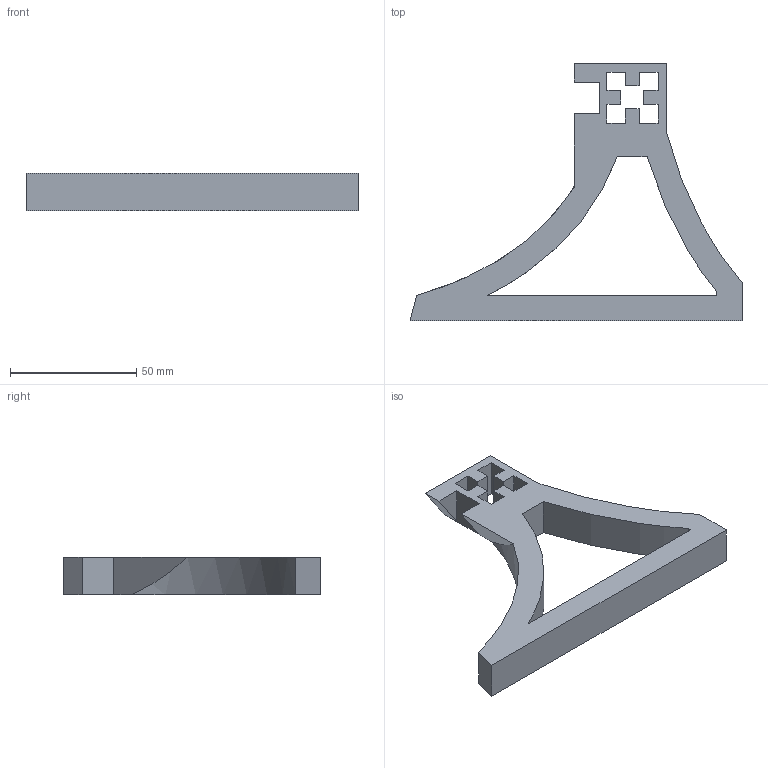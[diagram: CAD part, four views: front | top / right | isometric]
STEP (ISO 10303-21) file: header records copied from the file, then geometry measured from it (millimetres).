
FILE_DESCRIPTION(/* description */ ('STEP AP242','CAx-IF Rec.Pracs.---Representation and Presentation of Product Manufacturing Information (PMI)---4.0---2014-10-13','CAx-IF Rec.Pracs.---3D Tessellated Geometry---0.4---2014-09-14','2;1'),/* implementation_level */ '2;1');
FILE_NAME(/* name */ '68178efa4f2f6507b9f7f35e',/* time_stamp */ '2025-05-04T15:59:54Z',/* author */ (''),/* organization */ (''),/* preprocessor_version */ 'ST-DEVELOPER v20',/* originating_system */ 'ONSHAPE BY PTC INC, 1.197',/* authorisation */ ' ');
FILE_SCHEMA (('AP242_MANAGED_MODEL_BASED_3D_ENGINEERING_MIM_LF { 1 0 10303 442 1 1 4 }'));
Length unit declared in the file: metre
Products named in the file (1): Part 3
Bounding box: 131.5 x 102 x 15 mm (x, y, z)
Volume: 53853.2 mm3; surface area: 19236.3 mm2
Topology: 1 solids, 1 shells, 45 faces, 125 edges, 83 vertices
Faces by surface type: plane 39, bspline 4, cylinder 2
Full cylindrical faces by diameter (mm): 3.4 x1
Entity records: 1486 total; most frequent: CARTESIAN_POINT 332, ORIENTED_EDGE 246, DIRECTION 202, EDGE_CURVE 123, LINE 110, VECTOR 110, VERTEX_POINT 82, EDGE_LOOP 53
